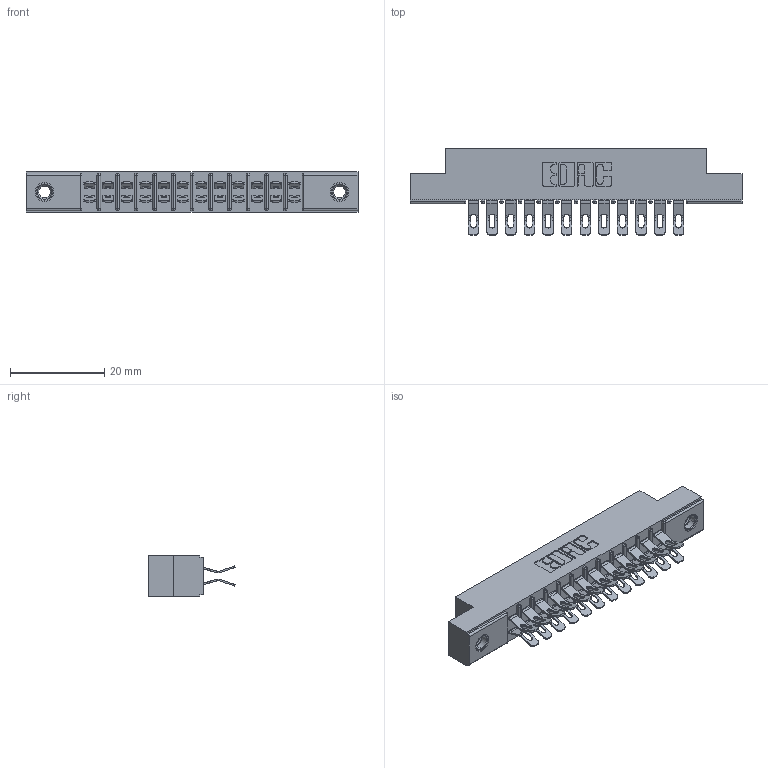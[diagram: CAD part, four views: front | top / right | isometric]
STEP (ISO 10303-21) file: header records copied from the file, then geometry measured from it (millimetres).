
FILE_DESCRIPTION (( 'STEP AP203' ), '1' );
FILE_NAME ('305-024-555-507.STEP', '2019-09-09T14:20:45', ( '' ), ( '' ), 'SwSTEP 2.0', 'SolidWorks 2016', '' );
FILE_SCHEMA (( 'CONFIG_CONTROL_DESIGN' ));
Length unit declared in the file: inch
Products named in the file (4): 305 Part_.156 Dia; 305-024-555-507; 345-250-001_345-250-005-103; 305-290-001_555
Assembly tree (27 placements, depth 2):
  305-024-555-507
    305 Part_.156 Dia
    305-290-001_555  x24
    345-250-001_345-250-005-103  x2
Bounding box: 70.56 x 18.41 x 8.71 mm (x, y, z)
Volume: 4325.2 mm3; surface area: 8416.7 mm2
Topology: 27 solids, 27 shells, 1760 faces, 5192 edges, 3388 vertices
Faces by surface type: plane 868, cylinder 828, sphere 48, cone 12, torus 4
Entity records: 18454 total; most frequent: CARTESIAN_POINT 3055, ORIENTED_EDGE 3012, DIRECTION 2984, EDGE_CURVE 1506, LINE 1162, VECTOR 1162, VERTEX_POINT 966, AXIS2_PLACEMENT_3D 911
